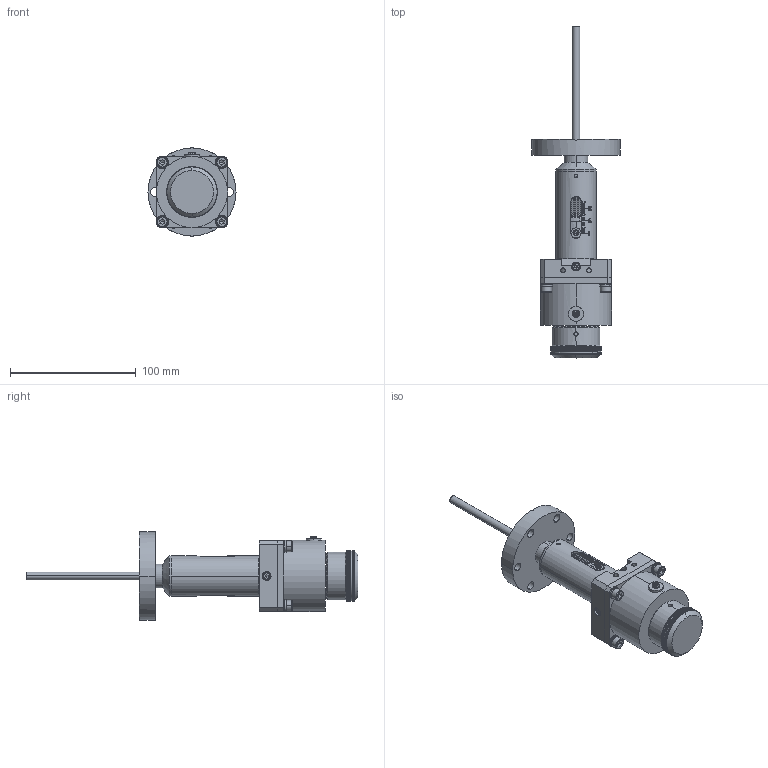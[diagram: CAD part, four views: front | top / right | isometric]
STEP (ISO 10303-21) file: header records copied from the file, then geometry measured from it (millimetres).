
FILE_DESCRIPTION (( 'STEP AP214' ), '1' );
FILE_NAME ('612-CLD25-SM-C40.STEP', '2015-08-20T05:50:22', ( 'allectra' ), ( 'Microsoft' ), 'SwSTEP 2.0', 'SolidWorks 2014', '' );
FILE_SCHEMA (( 'AUTOMOTIVE_DESIGN' ));
Length unit declared in the file: millimetre
Products named in the file (24): 9612-CLD-21-W-X_Expand-Varia25; DIN 914 - M4 x 12-N_DIN 914 - M4 x 12-N; 9612-CLD-8B; DIN 912 M5 x 20 --- 20N_DIN 912 M5 x 20 --- 20N; 9453-EWB-14-26-X_9453-EWB-14-26-25; 9453-EWB-14-26_expand.; DIN 6797-J3.2_DIN 6797-J3.2; 9612-LD-3B; DIN 912 M3 x 12 --- 12N_DIN 912 M3 x 12 --- 12N; 612-CLD25-SM-C40; Hexagon Nut ISO 4032 - M6 - D - N_Hexagon Nut ISO 4032 - M6 - D - N; DIN 912 M2.5 x 8 --- 8N_DIN 912 M2.5 x 8 --- 8N; 9612-CLD-SM-19A; 9612-LD-MOTOR56; 9612-CLD-SM-13-X_Version 25 mm; 9612-CLD-SM-14D; 9612-CLD-SM-15-X_9612-CLD-SM-20A-25; 9612-LD-CFB_DN40 CF; 9612-CLD-17; 9612-CLD-SM-11A; Washer DIN 125 - A 5.3_Washer DIN 125 - A 5.3; 906-XFM-X-X_906-XFM-06-10; 9612-CLD-09C-X_25mm CF; Spring washer DIN 128 - A5_Spring washer DIN 128 - A5
Assembly tree (79 placements, depth 4):
  612-CLD25-SM-C40
    9612-CLD-21-W-X_Expand-Varia25
      9612-LD-3B
      9453-EWB-14-26-X_9453-EWB-14-26-25
        9453-EWB-14-26_expand.  x40
      9612-CLD-8B
    9612-CLD-09C-X_25mm CF
    906-XFM-X-X_906-XFM-06-10
    9612-CLD-SM-11A
    9612-CLD-17  x2
    9612-LD-CFB_DN40 CF
    9612-CLD-SM-15-X_9612-CLD-SM-20A-25
    9612-CLD-SM-14D
    9612-CLD-SM-13-X_Version 25 mm
    9612-LD-MOTOR56
    9612-CLD-SM-19A
    DIN 912 M2.5 x 8 --- 8N_DIN 912 M2.5 x 8 --- 8N  x2
    Hexagon Nut ISO 4032 - M6 - D - N_Hexagon Nut ISO 4032 - M6 - D - N
    DIN 912 M3 x 12 --- 12N_DIN 912 M3 x 12 --- 12N  x4
    DIN 6797-J3.2_DIN 6797-J3.2  x4
    DIN 912 M5 x 20 --- 20N_DIN 912 M5 x 20 --- 20N  x4
    DIN 914 - M4 x 12-N_DIN 914 - M4 x 12-N
    Spring washer DIN 128 - A5_Spring washer DIN 128 - A5  x4
    Washer DIN 125 - A 5.3_Washer DIN 125 - A 5.3  x4
Bounding box: 69.9 x 263.5 x 69.9 mm (x, y, z)
Volume: 242778.7 mm3; surface area: 112714 mm2
Topology: 85 solids, 85 shells, 2441 faces, 5641 edges, 3358 vertices
Faces by surface type: plane 1333, cylinder 714, cone 258, bspline 76, torus 60
Entity records: 67855 total; most frequent: CARTESIAN_POINT 24855, DIRECTION 8814, ORIENTED_EDGE 8412, EDGE_CURVE 4206, AXIS2_PLACEMENT_3D 3161, VERTEX_POINT 2553, LINE 2492, VECTOR 2492
